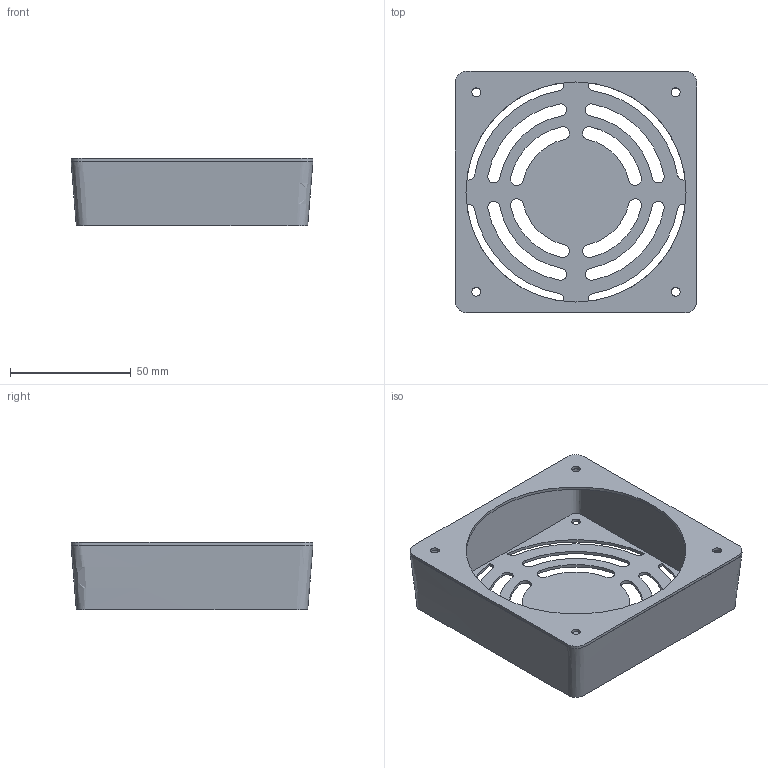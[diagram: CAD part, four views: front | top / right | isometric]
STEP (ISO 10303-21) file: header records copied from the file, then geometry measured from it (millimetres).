
FILE_DESCRIPTION(/* description */ (''),/* implementation_level */ '2;1');
FILE_NAME(/* name */ '9225 Fan.step',/* time_stamp */ '2022-11-06T01:46:12-05:00',/* author */ (''),/* organization */ (''),/* preprocessor_version */ 'ST-DEVELOPER v19.2',/* originating_system */ 'Autodesk Translation Framework v11.17.0.187',/* authorisation */ '');
FILE_SCHEMA (('AUTOMOTIVE_DESIGN { 1 0 10303 214 3 1 1 }'));
Length unit declared in the file: millimetre
Products named in the file (3): 9225 Cage; Fan Cage - Screen; TPU Gasket
Assembly tree (2 placements, depth 2):
  9225 Cage
    Fan Cage - Screen
    TPU Gasket
Bounding box: 100.01 x 100.01 x 27.9 mm (x, y, z)
Volume: 34158.2 mm3; surface area: 42690.2 mm2
Topology: 2 solids, 2 shells, 65 faces, 180 edges, 120 vertices
Faces by surface type: cylinder 57, plane 5, bspline 3
Full cylindrical faces by diameter (mm): 3.6 x8, 91 x1
Entity records: 3066 total; most frequent: CARTESIAN_POINT 1126, DIRECTION 422, ORIENTED_EDGE 360, AXIS2_PLACEMENT_3D 181, EDGE_CURVE 180, VERTEX_POINT 120, CIRCLE 114, EDGE_LOOP 108
